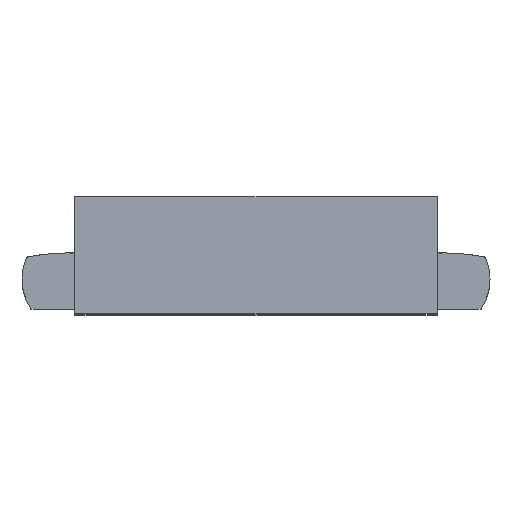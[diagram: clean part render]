
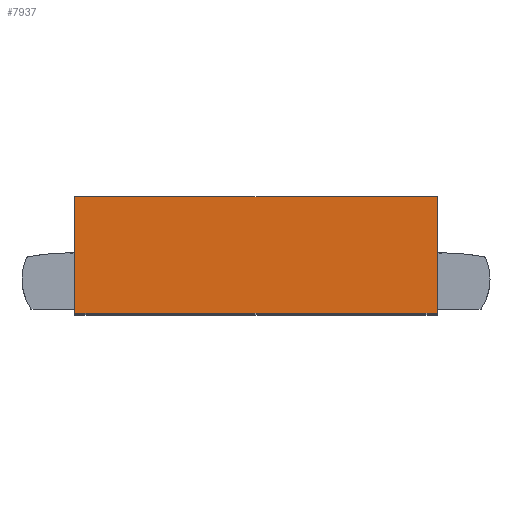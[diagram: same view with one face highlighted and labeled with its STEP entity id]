
A CAD part, top view. The second image highlights one B-rep face of the part: STEP entity #7937.
In plain terms, the highlighted planar face has unit normal (0, 0, 1).
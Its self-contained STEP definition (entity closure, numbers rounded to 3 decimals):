
#193 = DIRECTION ( 'NONE',  ( 0., 0., -1. ) ) ;
#205 = CARTESIAN_POINT ( 'NONE',  ( 100., 0.8, 60. ) ) ;
#349 = DIRECTION ( 'NONE',  ( -1., 0., 0. ) ) ;
#1142 = DIRECTION ( 'NONE',  ( 0., -1., 0. ) ) ;
#1248 = LINE ( 'NONE', #205, #11890 ) ;
#2041 = EDGE_LOOP ( 'NONE', ( #6092, #6070, #12813, #7237 ) ) ;
#2186 = VECTOR ( 'NONE', #8562, 1000. ) ;
#2465 = FACE_OUTER_BOUND ( 'NONE', #2041, .T. ) ;
#3411 = CARTESIAN_POINT ( 'NONE',  ( 100., 65., 60. ) ) ;
#3500 = PLANE ( 'NONE',  #11834 ) ;
#4389 = LINE ( 'NONE', #6578, #2186 ) ;
#4462 = DIRECTION ( 'NONE',  ( 0., 1., 0. ) ) ;
#5139 = CARTESIAN_POINT ( 'NONE',  ( -100., 0.8, 60. ) ) ;
#5164 = LINE ( 'NONE', #13502, #11417 ) ;
#5488 = VERTEX_POINT ( 'NONE', #3411 ) ;
#5908 = EDGE_CURVE ( 'NONE', #7121, #6613, #1248, .T. ) ;
#6026 = VERTEX_POINT ( 'NONE', #10015 ) ;
#6070 = ORIENTED_EDGE ( 'NONE', *, *, #5908, .F. ) ;
#6092 = ORIENTED_EDGE ( 'NONE', *, *, #8974, .T. ) ;
#6324 = EDGE_CURVE ( 'NONE', #5488, #6026, #4389, .T. ) ;
#6398 = EDGE_CURVE ( 'NONE', #5488, #7121, #9301, .T. ) ;
#6578 = CARTESIAN_POINT ( 'NONE',  ( 100., 65., 60. ) ) ;
#6613 = VERTEX_POINT ( 'NONE', #5139 ) ;
#7121 = VERTEX_POINT ( 'NONE', #13532 ) ;
#7237 = ORIENTED_EDGE ( 'NONE', *, *, #6324, .T. ) ;
#7937 = ADVANCED_FACE ( 'NONE', ( #2465 ), #3500, .F. ) ;
#8562 = DIRECTION ( 'NONE',  ( -1., 0., 0. ) ) ;
#8974 = EDGE_CURVE ( 'NONE', #6026, #6613, #5164, .T. ) ;
#9301 = LINE ( 'NONE', #12306, #11367 ) ;
#9466 = DIRECTION ( 'NONE',  ( 0., -1., 0. ) ) ;
#9733 = CARTESIAN_POINT ( 'NONE',  ( 100., 0.8, 60. ) ) ;
#10015 = CARTESIAN_POINT ( 'NONE',  ( -100., 65., 60. ) ) ;
#11367 = VECTOR ( 'NONE', #1142, 1000. ) ;
#11417 = VECTOR ( 'NONE', #9466, 1000. ) ;
#11834 = AXIS2_PLACEMENT_3D ( 'NONE', #9733, #193, #4462 ) ;
#11890 = VECTOR ( 'NONE', #349, 1000. ) ;
#12306 = CARTESIAN_POINT ( 'NONE',  ( 100., 0.8, 60. ) ) ;
#12813 = ORIENTED_EDGE ( 'NONE', *, *, #6398, .F. ) ;
#13502 = CARTESIAN_POINT ( 'NONE',  ( -100., 0.8, 60. ) ) ;
#13532 = CARTESIAN_POINT ( 'NONE',  ( 100., 0.8, 60. ) ) ;
